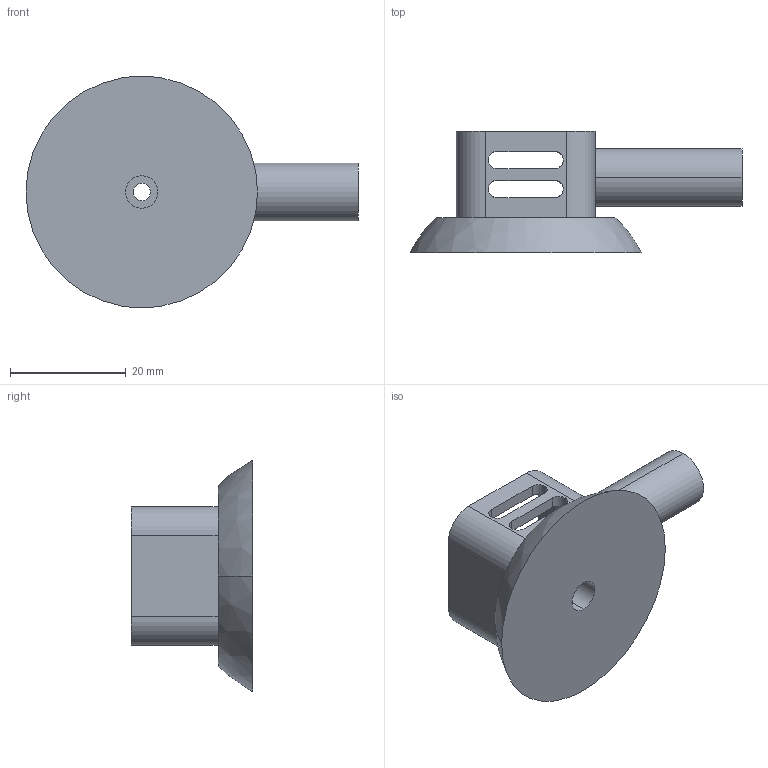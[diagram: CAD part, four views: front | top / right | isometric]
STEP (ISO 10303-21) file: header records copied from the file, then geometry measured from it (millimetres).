
FILE_DESCRIPTION (( 'STEP AP214' ), '1' );
FILE_NAME ('蘿坢拸裔.STEP', '2025-07-08T07:30:31', ( '' ), ( '' ), 'SwSTEP 2.0', 'SolidWorks 2022', '' );
FILE_SCHEMA (( 'AUTOMOTIVE_DESIGN' ));
Length unit declared in the file: millimetre
Products named in the file (1): 蘿坢拸裔
Bounding box: 57.36 x 21 x 40 mm (x, y, z)
Volume: 9350.7 mm3; surface area: 6588 mm2
Topology: 1 solids, 1 shells, 56 faces, 146 edges, 92 vertices
Faces by surface type: cylinder 28, plane 26, sphere 2
Entity records: 1966 total; most frequent: CARTESIAN_POINT 515, DIRECTION 298, ORIENTED_EDGE 292, EDGE_CURVE 146, AXIS2_PLACEMENT_3D 107, VERTEX_POINT 92, VECTOR 84, LINE 84
